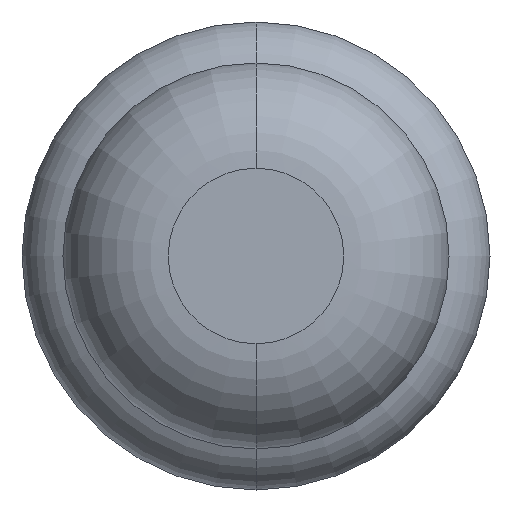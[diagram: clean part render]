
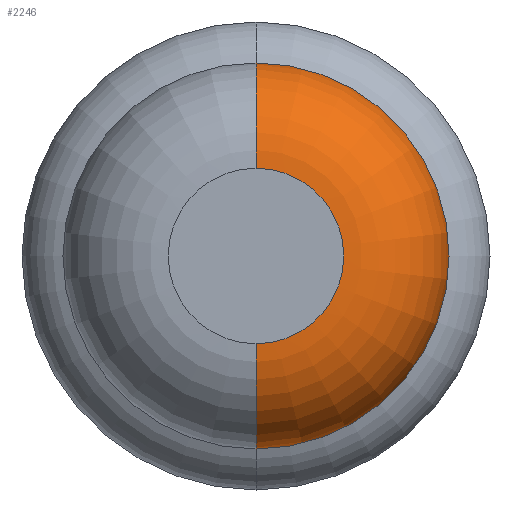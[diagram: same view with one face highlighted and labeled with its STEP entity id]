
A CAD part, front view. The second image highlights one B-rep face of the part: STEP entity #2246.
In plain terms, the highlighted toroidal (fillet/blend) face has major radius 0.375 mm and minor radius 0.45 mm.
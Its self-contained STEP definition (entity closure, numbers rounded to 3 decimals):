
#388 = AXIS2_PLACEMENT_3D ( 'NONE', #4784, #2520, #3660 ) ;
#411 = ORIENTED_EDGE ( 'NONE', *, *, #3548, .T. ) ;
#485 = CARTESIAN_POINT ( 'NONE',  ( 0., -27.4, 0. ) ) ;
#553 = CARTESIAN_POINT ( 'NONE',  ( 0., -26.95, 0. ) ) ;
#631 = EDGE_CURVE ( 'NONE', #749, #3562, #4264, .T. ) ;
#635 = DIRECTION ( 'NONE',  ( 0., 1., 0. ) ) ;
#749 = VERTEX_POINT ( 'NONE', #1793 ) ;
#821 = TOROIDAL_SURFACE ( 'NONE', #2953, 0.375, 0.45 ) ;
#892 = CARTESIAN_POINT ( 'NONE',  ( 0., -26.95, -0.825 ) ) ;
#911 = VERTEX_POINT ( 'NONE', #892 ) ;
#932 = EDGE_LOOP ( 'NONE', ( #2244, #411, #1024, #3447 ) ) ;
#1024 = ORIENTED_EDGE ( 'NONE', *, *, #4845, .F. ) ;
#1793 = CARTESIAN_POINT ( 'NONE',  ( 0., -27.4, 0.375 ) ) ;
#2208 = CARTESIAN_POINT ( 'NONE',  ( 0., -26.95, -0.375 ) ) ;
#2244 = ORIENTED_EDGE ( 'NONE', *, *, #2658, .T. ) ;
#2246 = ADVANCED_FACE ( 'Defeature ausgef�hrt1_5', ( #4186 ), #821, .T. ) ;
#2322 = DIRECTION ( 'NONE',  ( 0., 1., 0. ) ) ;
#2394 = DIRECTION ( 'NONE',  ( 0., 0., 1. ) ) ;
#2520 = DIRECTION ( 'NONE',  ( -1., 0., 0. ) ) ;
#2658 = EDGE_CURVE ( 'Defeature ausgef�hrt1_5+Defeature ausgef�hrt1_4+Defeature ausgef�hrt1_4+Defeature ausgef�hrt1_4', #749, #2936, #3531, .T. ) ;
#2690 = CIRCLE ( 'NONE', #4067, 0.45 ) ;
#2732 = AXIS2_PLACEMENT_3D ( 'NONE', #553, #635, #3244 ) ;
#2911 = DIRECTION ( 'NONE',  ( 0., 1., 0. ) ) ;
#2936 = VERTEX_POINT ( 'NONE', #3431 ) ;
#2953 = AXIS2_PLACEMENT_3D ( 'NONE', #4788, #2911, #4029 ) ;
#2965 = CARTESIAN_POINT ( 'NONE',  ( 0., -26.95, 0.825 ) ) ;
#3244 = DIRECTION ( 'NONE',  ( 0., 0., 1. ) ) ;
#3431 = CARTESIAN_POINT ( 'NONE',  ( 0., -27.4, -0.375 ) ) ;
#3447 = ORIENTED_EDGE ( 'NONE', *, *, #631, .F. ) ;
#3531 = CIRCLE ( 'NONE', #3734, 0.375 ) ;
#3548 = EDGE_CURVE ( 'NONE', #2936, #911, #2690, .T. ) ;
#3562 = VERTEX_POINT ( 'NONE', #2965 ) ;
#3660 = DIRECTION ( 'NONE',  ( 0., 0., 1. ) ) ;
#3734 = AXIS2_PLACEMENT_3D ( 'NONE', #485, #2322, #2394 ) ;
#3778 = DIRECTION ( 'NONE',  ( 0., 0., -1. ) ) ;
#4029 = DIRECTION ( 'NONE',  ( 0., 0., 1. ) ) ;
#4067 = AXIS2_PLACEMENT_3D ( 'NONE', #2208, #4873, #3778 ) ;
#4186 = FACE_OUTER_BOUND ( 'NONE', #932, .T. ) ;
#4264 = CIRCLE ( 'NONE', #388, 0.45 ) ;
#4437 = CIRCLE ( 'NONE', #2732, 0.825 ) ;
#4784 = CARTESIAN_POINT ( 'NONE',  ( 0., -26.95, 0.375 ) ) ;
#4788 = CARTESIAN_POINT ( 'NONE',  ( 0., -26.95, 0. ) ) ;
#4845 = EDGE_CURVE ( 'Defeature ausgef�hrt1_6+Defeature ausgef�hrt1_5+Defeature ausgef�hrt1_5+Defeature ausgef�hrt1_5', #3562, #911, #4437, .T. ) ;
#4873 = DIRECTION ( 'NONE',  ( 1., 0., 0. ) ) ;
